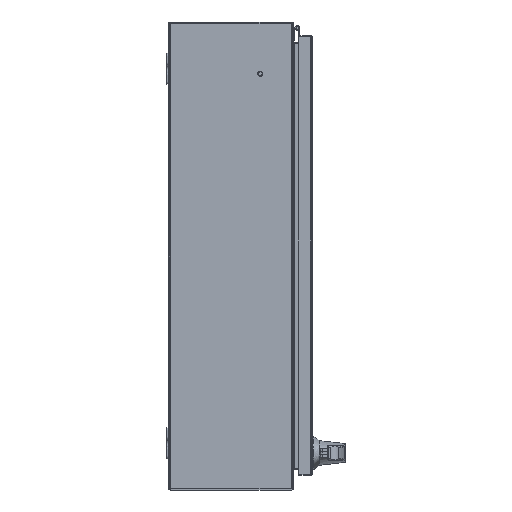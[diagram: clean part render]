
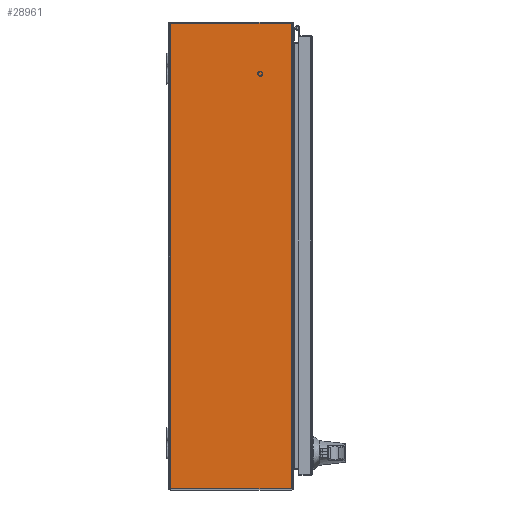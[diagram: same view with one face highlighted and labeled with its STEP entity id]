
A CAD part, front view. The second image highlights one B-rep face of the part: STEP entity #28961.
In plain terms, the highlighted face is planar.
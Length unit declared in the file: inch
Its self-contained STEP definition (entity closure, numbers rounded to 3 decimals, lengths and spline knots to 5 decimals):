
#3127 = VECTOR ( 'NONE', #66816, 39.37008 ) ;
#4877 = DIRECTION ( 'NONE',  ( 1., 0., 0. ) ) ;
#5954 = EDGE_CURVE ( 'NONE', #101463, #20601, #88763, .T. ) ;
#7458 = CARTESIAN_POINT ( 'NONE',  ( 14.92218, -7.892, -15. ) ) ;
#11537 = PLANE ( 'NONE',  #60848 ) ;
#13314 = DIRECTION ( 'NONE',  ( 0., 0., 1. ) ) ;
#16979 = CARTESIAN_POINT ( 'NONE',  ( -104.406, -0.108, -15. ) ) ;
#17777 = EDGE_CURVE ( 'NONE', #20601, #91032, #75373, .T. ) ;
#19328 = EDGE_LOOP ( 'NONE', ( #91002, #96813, #62729, #85750, #49992, #93791 ) ) ;
#19470 = EDGE_CURVE ( 'NONE', #100882, #21617, #25719, .T. ) ;
#20601 = VERTEX_POINT ( 'NONE', #7458 ) ;
#21293 = DIRECTION ( 'NONE',  ( 0., -1., 0. ) ) ;
#21617 = VERTEX_POINT ( 'NONE', #97725 ) ;
#24909 = VECTOR ( 'NONE', #21293, 39.37008 ) ;
#25719 = LINE ( 'NONE', #16979, #3127 ) ;
#28961 = ADVANCED_FACE ( 'NONE', ( #74998 ), #11537, .F. ) ;
#30842 = CARTESIAN_POINT ( 'NONE',  ( 14.82789, -7.85871, -15. ) ) ;
#38196 = VERTEX_POINT ( 'NONE', #65582 ) ;
#39291 = DIRECTION ( 'NONE',  ( -1., 0., 0. ) ) ;
#43034 = DIRECTION ( 'NONE',  ( 1., 0., 0. ) ) ;
#43777 = CARTESIAN_POINT ( 'NONE',  ( -104.406, -7.892, -15. ) ) ;
#44057 = CARTESIAN_POINT ( 'NONE',  ( 14.92789, -0.108, -15. ) ) ;
#45015 = DIRECTION ( 'NONE',  ( 1., 0., 0. ) ) ;
#48018 = DIRECTION ( 'NONE',  ( 0., 0., 1. ) ) ;
#49992 = ORIENTED_EDGE ( 'NONE', *, *, #19470, .F. ) ;
#51198 = AXIS2_PLACEMENT_3D ( 'NONE', #30842, #48018, #4877 ) ;
#52062 = EDGE_CURVE ( 'NONE', #21617, #38196, #98120, .T. ) ;
#53208 = CARTESIAN_POINT ( 'NONE',  ( -104.406, 0., -15. ) ) ;
#56440 = CARTESIAN_POINT ( 'NONE',  ( -14.82789, -7.85871, -15. ) ) ;
#59507 = VECTOR ( 'NONE', #43034, 39.37008 ) ;
#60848 = AXIS2_PLACEMENT_3D ( 'NONE', #53208, #62112, #45015 ) ;
#62112 = DIRECTION ( 'NONE',  ( 0., 0., 1. ) ) ;
#62729 = ORIENTED_EDGE ( 'NONE', *, *, #67181, .F. ) ;
#65582 = CARTESIAN_POINT ( 'NONE',  ( -14.92789, -7.85871, -15. ) ) ;
#66376 = LINE ( 'NONE', #85558, #89036 ) ;
#66816 = DIRECTION ( 'NONE',  ( -1., 0., 0. ) ) ;
#67181 = EDGE_CURVE ( 'NONE', #38196, #101463, #83681, .T. ) ;
#73966 = EDGE_CURVE ( 'NONE', #100882, #91032, #66376, .T. ) ;
#74998 = FACE_OUTER_BOUND ( 'NONE', #19328, .T. ) ;
#75373 = CIRCLE ( 'NONE', #51198, 0.1 ) ;
#76808 = CARTESIAN_POINT ( 'NONE',  ( 14.92789, -7.85871, -15. ) ) ;
#83681 = CIRCLE ( 'NONE', #92648, 0.1 ) ;
#84040 = CARTESIAN_POINT ( 'NONE',  ( -14.92218, -7.892, -15. ) ) ;
#85558 = CARTESIAN_POINT ( 'NONE',  ( 14.92789, 39.37008, -15. ) ) ;
#85750 = ORIENTED_EDGE ( 'NONE', *, *, #52062, .F. ) ;
#88618 = CARTESIAN_POINT ( 'NONE',  ( -14.92789, 39.37008, -15. ) ) ;
#88763 = LINE ( 'NONE', #43777, #59507 ) ;
#89036 = VECTOR ( 'NONE', #100088, 39.37008 ) ;
#91002 = ORIENTED_EDGE ( 'NONE', *, *, #17777, .F. ) ;
#91032 = VERTEX_POINT ( 'NONE', #76808 ) ;
#92648 = AXIS2_PLACEMENT_3D ( 'NONE', #56440, #13314, #39291 ) ;
#93791 = ORIENTED_EDGE ( 'NONE', *, *, #73966, .T. ) ;
#96813 = ORIENTED_EDGE ( 'NONE', *, *, #5954, .F. ) ;
#97725 = CARTESIAN_POINT ( 'NONE',  ( -14.92789, -0.108, -15. ) ) ;
#98120 = LINE ( 'NONE', #88618, #24909 ) ;
#100088 = DIRECTION ( 'NONE',  ( 0., -1., 0. ) ) ;
#100882 = VERTEX_POINT ( 'NONE', #44057 ) ;
#101463 = VERTEX_POINT ( 'NONE', #84040 ) ;
